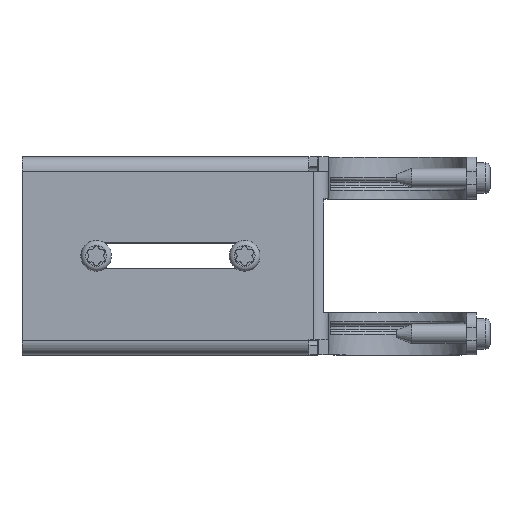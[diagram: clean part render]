
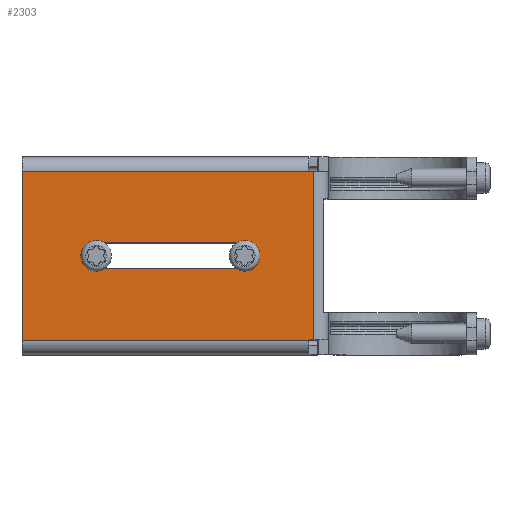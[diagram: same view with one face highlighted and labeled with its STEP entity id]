
A CAD part, top view. The second image highlights one B-rep face of the part: STEP entity #2303.
In plain terms, the highlighted face is planar.
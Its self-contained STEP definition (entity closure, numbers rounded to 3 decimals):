
#44=FACE_BOUND('',#433,.T.);
#146=CIRCLE('',#2520,2.6);
#148=CIRCLE('',#2524,2.6);
#305=FACE_OUTER_BOUND('',#432,.T.);
#432=EDGE_LOOP('',(#1820,#1821,#1822,#1823,#1824,#1825,#1826,#1827));
#433=EDGE_LOOP('',(#1828,#1829,#1830,#1831));
#504=LINE('',#3428,#710);
#552=LINE('',#3715,#758);
#556=LINE('',#3727,#762);
#583=LINE('',#3828,#789);
#591=LINE('',#3846,#797);
#594=LINE('',#3852,#800);
#595=LINE('',#3854,#801);
#596=LINE('',#3856,#802);
#597=LINE('',#3858,#803);
#598=LINE('',#3859,#804);
#710=VECTOR('',#2686,10.);
#758=VECTOR('',#2956,10.);
#762=VECTOR('',#2968,10.);
#789=VECTOR('',#3039,10.);
#797=VECTOR('',#3057,10.);
#800=VECTOR('',#3064,10.);
#801=VECTOR('',#3065,10.);
#802=VECTOR('',#3066,10.);
#803=VECTOR('',#3067,10.);
#804=VECTOR('',#3068,10.);
#918=VERTEX_POINT('',#3425);
#919=VERTEX_POINT('',#3427);
#1010=VERTEX_POINT('',#3712);
#1011=VERTEX_POINT('',#3714);
#1013=VERTEX_POINT('',#3720);
#1015=VERTEX_POINT('',#3726);
#1031=VERTEX_POINT('',#3827);
#1036=VERTEX_POINT('',#3844);
#1037=VERTEX_POINT('',#3851);
#1038=VERTEX_POINT('',#3853);
#1039=VERTEX_POINT('',#3855);
#1040=VERTEX_POINT('',#3857);
#1148=EDGE_CURVE('',#919,#918,#504,.T.);
#1271=EDGE_CURVE('',#1011,#1010,#552,.T.);
#1274=EDGE_CURVE('',#1013,#1011,#146,.T.);
#1277=EDGE_CURVE('',#1015,#1013,#556,.T.);
#1280=EDGE_CURVE('',#1010,#1015,#148,.T.);
#1314=EDGE_CURVE('',#1031,#919,#583,.T.);
#1324=EDGE_CURVE('',#918,#1036,#591,.T.);
#1327=EDGE_CURVE('',#1036,#1037,#594,.T.);
#1328=EDGE_CURVE('',#1038,#1037,#595,.T.);
#1329=EDGE_CURVE('',#1038,#1039,#596,.T.);
#1330=EDGE_CURVE('',#1039,#1040,#597,.T.);
#1331=EDGE_CURVE('',#1040,#1031,#598,.T.);
#1820=ORIENTED_EDGE('',*,*,#1314,.T.);
#1821=ORIENTED_EDGE('',*,*,#1148,.T.);
#1822=ORIENTED_EDGE('',*,*,#1324,.T.);
#1823=ORIENTED_EDGE('',*,*,#1327,.T.);
#1824=ORIENTED_EDGE('',*,*,#1328,.F.);
#1825=ORIENTED_EDGE('',*,*,#1329,.T.);
#1826=ORIENTED_EDGE('',*,*,#1330,.T.);
#1827=ORIENTED_EDGE('',*,*,#1331,.T.);
#1828=ORIENTED_EDGE('',*,*,#1277,.T.);
#1829=ORIENTED_EDGE('',*,*,#1274,.T.);
#1830=ORIENTED_EDGE('',*,*,#1271,.T.);
#1831=ORIENTED_EDGE('',*,*,#1280,.T.);
#2205=PLANE('',#2550);
#2303=ADVANCED_FACE('',(#305,#44),#2205,.T.);
#2520=AXIS2_PLACEMENT_3D('',#3721,#2962,#2963);
#2524=AXIS2_PLACEMENT_3D('',#3731,#2974,#2975);
#2550=AXIS2_PLACEMENT_3D('',#3850,#3062,#3063);
#2686=DIRECTION('',(0.,0.,1.));
#2956=DIRECTION('',(1.,0.,0.));
#2962=DIRECTION('center_axis',(0.,1.,0.));
#2963=DIRECTION('ref_axis',(0.,0.,-1.));
#2968=DIRECTION('',(-1.,0.,0.));
#2974=DIRECTION('center_axis',(0.,1.,0.));
#2975=DIRECTION('ref_axis',(0.,0.,1.));
#3039=DIRECTION('',(1.,0.,0.));
#3057=DIRECTION('',(-1.,0.,0.));
#3062=DIRECTION('center_axis',(0.,-1.,0.));
#3063=DIRECTION('ref_axis',(0.,0.,-1.));
#3064=DIRECTION('',(0.,0.,1.));
#3065=DIRECTION('',(1.,0.,0.));
#3066=DIRECTION('',(0.,0.,-1.));
#3067=DIRECTION('',(1.,0.,0.));
#3068=DIRECTION('',(0.,0.,1.));
#3425=CARTESIAN_POINT('',(59.,0.,17.));
#3427=CARTESIAN_POINT('',(59.,0.,-17.));
#3428=CARTESIAN_POINT('',(59.,0.,0.));
#3712=CARTESIAN_POINT('',(45.,0.,2.6));
#3714=CARTESIAN_POINT('',(15.,0.,2.6));
#3715=CARTESIAN_POINT('',(7.5,0.,2.6));
#3720=CARTESIAN_POINT('',(15.,0.,-2.6));
#3721=CARTESIAN_POINT('Origin',(15.,0.,0.));
#3726=CARTESIAN_POINT('',(45.,0.,-2.6));
#3727=CARTESIAN_POINT('',(22.5,0.,-2.6));
#3731=CARTESIAN_POINT('Origin',(45.,0.,0.));
#3827=CARTESIAN_POINT('',(58.,0.,-17.));
#3828=CARTESIAN_POINT('',(30.95,0.,-17.));
#3844=CARTESIAN_POINT('',(58.,0.,17.));
#3846=CARTESIAN_POINT('',(30.95,0.,17.));
#3850=CARTESIAN_POINT('Origin',(0.,0.,17.1));
#3851=CARTESIAN_POINT('',(58.,0.,17.1));
#3852=CARTESIAN_POINT('',(58.,0.,18.05));
#3853=CARTESIAN_POINT('',(0.,0.,17.1));
#3854=CARTESIAN_POINT('',(0.,0.,17.1));
#3855=CARTESIAN_POINT('',(0.,0.,-17.1));
#3856=CARTESIAN_POINT('',(0.,0.,17.1));
#3857=CARTESIAN_POINT('',(58.,0.,-17.1));
#3858=CARTESIAN_POINT('',(0.,0.,-17.1));
#3859=CARTESIAN_POINT('',(58.,0.,-0.95));
